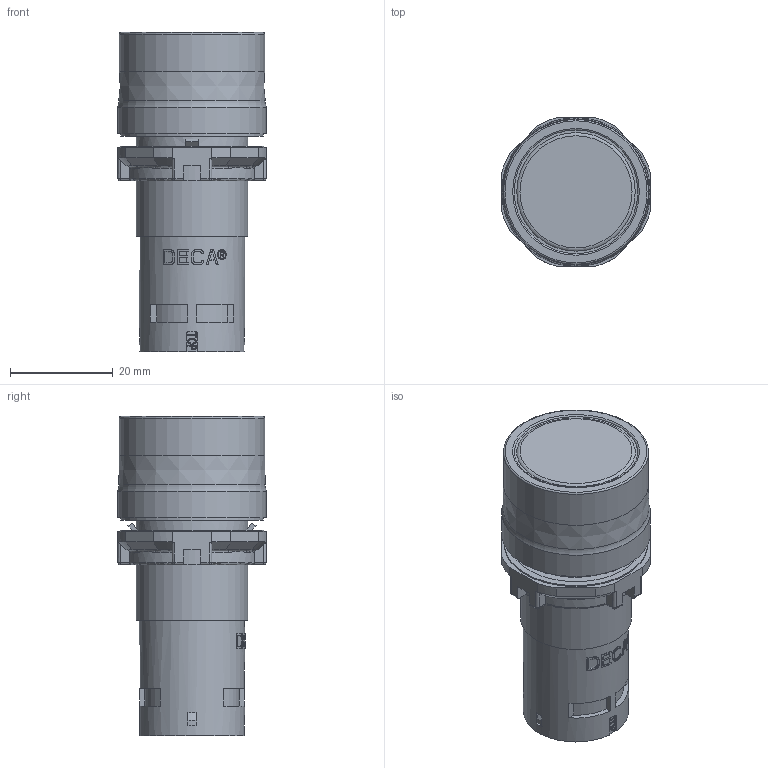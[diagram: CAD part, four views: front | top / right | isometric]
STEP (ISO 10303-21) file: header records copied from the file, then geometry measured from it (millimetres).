
FILE_DESCRIPTION( ( 'STEP AP214' ), '1' );
FILE_NAME( 'C24B-MF2E01x-Solid3D-20191201.stp', '2019-12-04T02:04:20', ( ' ' ), ( ' ' ), 'XStep 1.0', ' ', ' ' );
FILE_SCHEMA( ( 'CONFIG_CONTROL_DESIGN) ( )' ) );
Length unit declared in the file: metre
Products named in the file (1): 7
Bounding box: 29 x 29 x 62.2 mm (x, y, z)
Volume: 28578.8 mm3; surface area: 7127.4 mm2
Topology: 1 solids, 1 shells, 516 faces, 1341 edges, 866 vertices
Faces by surface type: plane 280, cylinder 137, torus 36, extrusion 33, cone 12, bspline 10, sphere 8
Full cylindrical faces by diameter (mm): 20.5 x1, 21.72 x2, 25.4 x1, 27.8 x1, 28 x1, 28.3 x1, 29 x1
Entity records: 20797 total; most frequent: CARTESIAN_POINT 4328, ORIENTED_EDGE 2608, DIRECTION 2504, EDGE_CURVE 1304, AXIS2_PLACEMENT_3D 935, VERTEX_POINT 849, VECTOR 634, LINE 601
